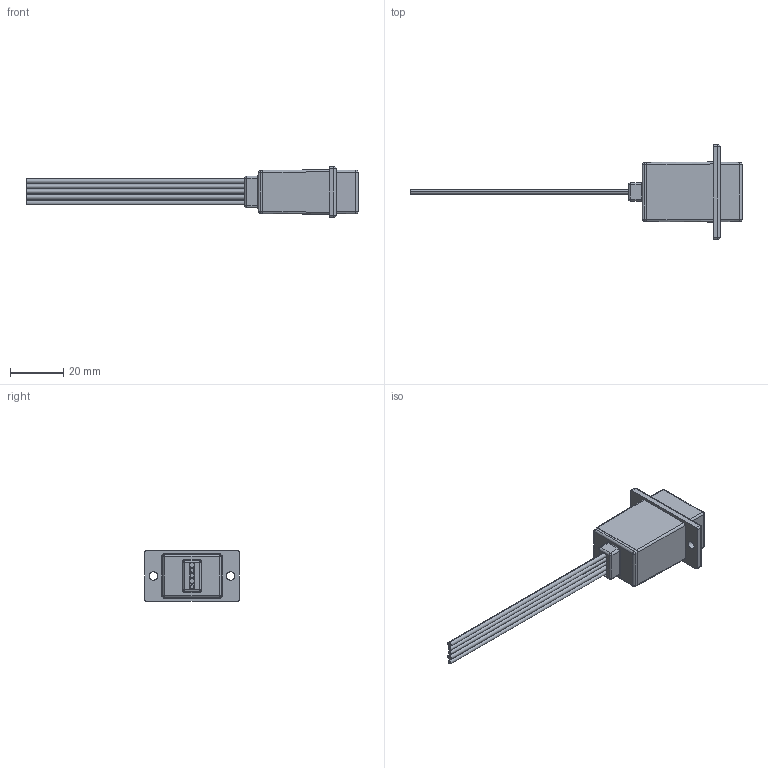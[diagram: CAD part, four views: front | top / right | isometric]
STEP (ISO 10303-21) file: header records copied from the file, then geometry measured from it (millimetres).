
FILE_DESCRIPTION (( 'STEP AP203' ), '1' );
FILE_NAME ('ECJ504B-UA.STEP', '2010-12-14T14:19:18', ( 'x' ), ( 'Microsoft' ), 'SwSTEP 2.0', 'SolidWorks 2010', '' );
FILE_SCHEMA (( 'CONFIG_CONTROL_DESIGN' ));
Length unit declared in the file: inch
Products named in the file (8): ECJ504B-MA2; 1BC01-025; ECJ504B-MA1; ECJ504B-UA; 1AG01-038_TYPE B; 1AG01-003_TYPE A; 3AC11-011; 1AA05-019-SUZHOU_??
Assembly tree (10 placements, depth 3):
  ECJ504B-UA
    1AG01-003_TYPE A
    ECJ504B-MA1  x3
    3AC11-011
      1BC01-025
      1AA05-019-SUZHOU_??
    ECJ504B-MA2  x2
    1AG01-038_TYPE B
Bounding box: 124.59 x 35.56 x 19.05 mm (x, y, z)
Volume: 8227.6 mm3; surface area: 12726.1 mm2
Topology: 9 solids, 9 shells, 1676 faces, 4647 edges, 3044 vertices
Faces by surface type: plane 1145, cylinder 292, bspline 197, torus 24, sphere 16, cone 2
Entity records: 66418 total; most frequent: CARTESIAN_POINT 24089, ORIENTED_EDGE 9238, DIRECTION 7541, EDGE_CURVE 4619, LINE 3591, VECTOR 3591, VERTEX_POINT 3032, AXIS2_PLACEMENT_3D 1975
